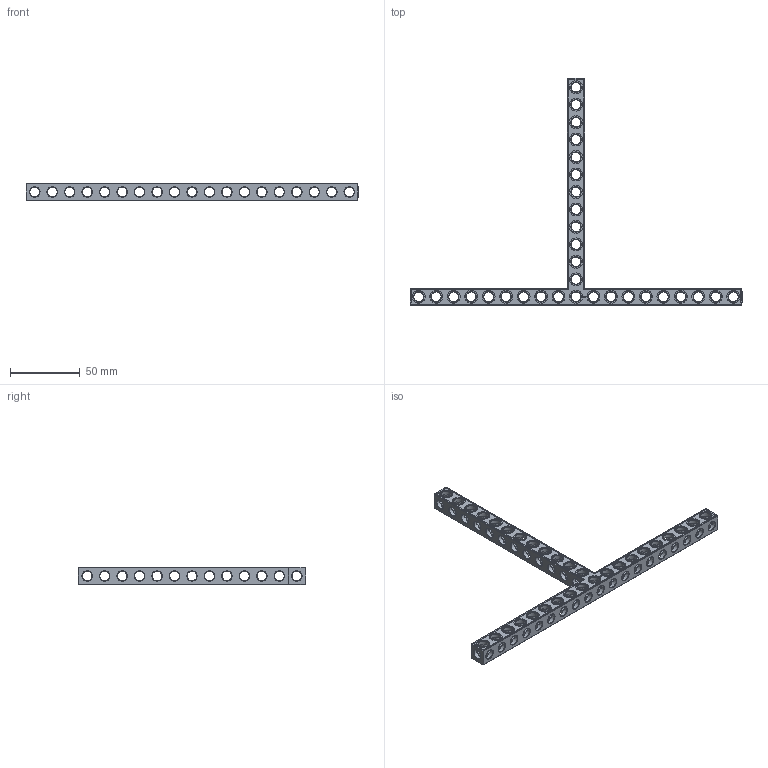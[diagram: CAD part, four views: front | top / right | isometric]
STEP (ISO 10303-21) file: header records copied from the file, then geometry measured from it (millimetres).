
FILE_DESCRIPTION(('FreeCAD Model'),'2;1');
FILE_NAME('Open CASCADE Shape Model','2022-01-29T21:51:57',( 'Paulo Kiefe'),('STEMFIE.org'),'Open CASCADE STEP processor 7.4', 'FreeCAD','Unknown');
FILE_SCHEMA(('AUTOMOTIVE_DESIGN { 1 0 10303 214 1 1 1 1 }'));
Products named in the file (1): Beam_TSH_SYM_ESS_BU19x13x01_-_SPN-BEM-1163_(stemfie.org)
Bounding box: 237.5 x 162.5 x 12.5 mm (x, y, z)
Volume: 30283.4 mm3; surface area: 27106.6 mm2
Topology: 1 solids, 1 shells, 889 faces, 2753 edges, 1807 vertices
Faces by surface type: plane 418, cylinder 189, extrusion 154, cone 128
Full cylindrical faces by diameter (mm): 6.98 x20, 7 x138, 9.2 x31
Entity records: 109640 total; most frequent: CARTESIAN_POINT 58534, DIRECTION 8229, ORIENTED_EDGE 5506, PCURVE 5506, DEFINITIONAL_REPRESENTATION 5506, VECTOR 5208, LINE 5054, EDGE_CURVE 2753
